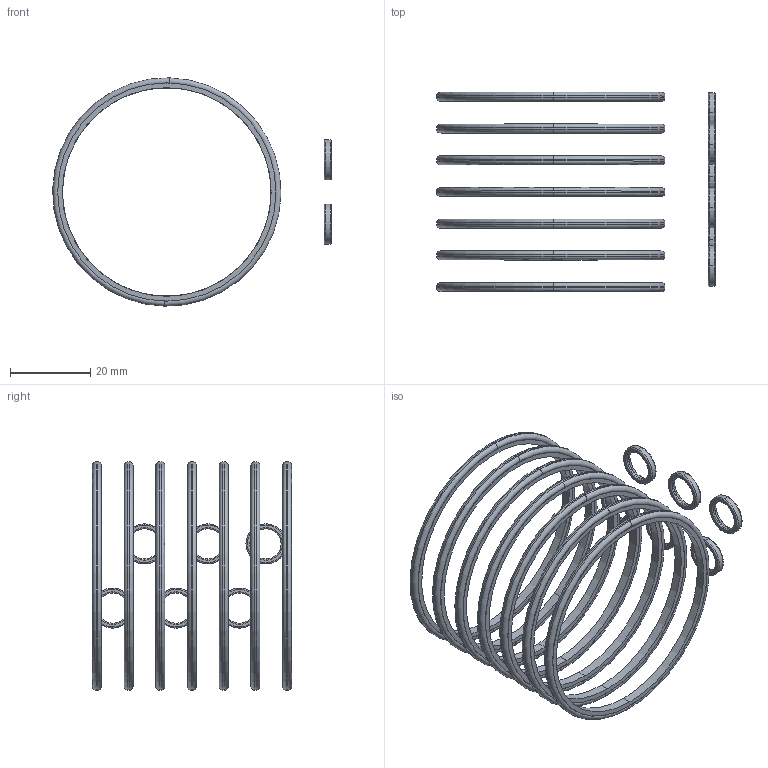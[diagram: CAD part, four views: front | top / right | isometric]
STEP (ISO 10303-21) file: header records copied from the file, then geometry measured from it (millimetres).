
FILE_DESCRIPTION (( 'STEP AP214' ), '1' );
FILE_NAME ('P0112B.STEP', '2024-09-26T10:55:47', ( '' ), ( '' ), 'SwSTEP 2.0', 'SolidWorks 2024', '' );
FILE_SCHEMA (( 'AUTOMOTIVE_DESIGN' ));
Length unit declared in the file: millimetre
Products named in the file (5): A0208-109; Busak+Shamban ORAR00010 6.07x1.78 ver01; O-ring NBR 53,7x1,78-60sh; P0112B; Trelleborg Roto Glyd Ring TG3000520-M30
Assembly tree (21 placements, depth 3):
  P0112B
    A0208-109
      Trelleborg Roto Glyd Ring TG3000520-M30  x7
      O-ring NBR 53,7x1,78-60sh  x7
      Busak+Shamban ORAR00010 6.07x1.78 ver01  x6
Bounding box: 69.44 x 49.6 x 56.88 mm (x, y, z)
Volume: 6000.2 mm3; surface area: 17344.3 mm2
Topology: 20 solids, 20 shells, 248 faces, 496 edges, 274 vertices
Faces by surface type: torus 116, cylinder 94, plane 26, cone 12
Entity records: 1287 total; most frequent: DIRECTION 262, CARTESIAN_POINT 181, ORIENTED_EDGE 152, AXIS2_PLACEMENT_3D 123, EDGE_CURVE 76, CIRCLE 60, EDGE_LOOP 42, VERTEX_POINT 42
